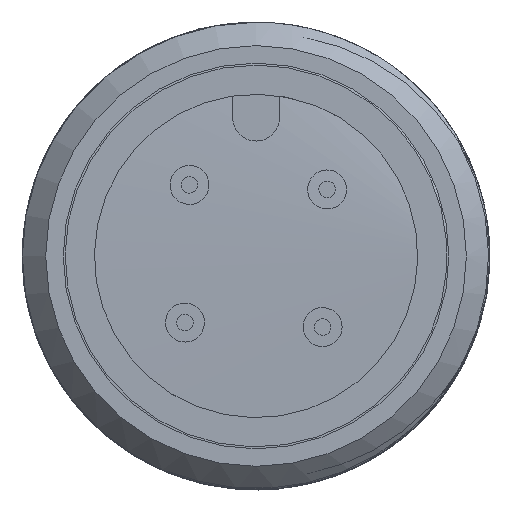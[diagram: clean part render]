
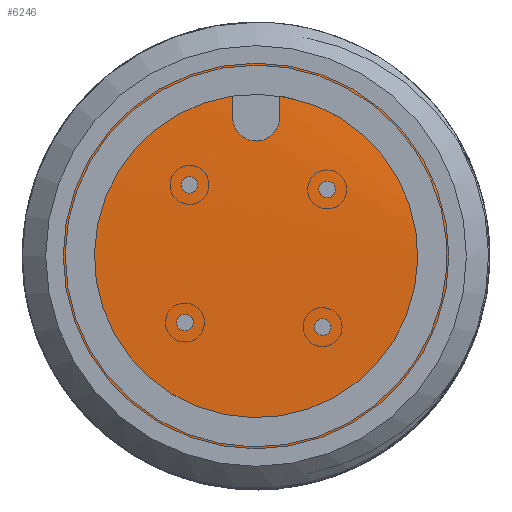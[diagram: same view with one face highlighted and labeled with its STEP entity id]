
A CAD part, left-side view. The second image highlights one B-rep face of the part: STEP entity #6246.
In plain terms, the highlighted cylindrical face has radius 5.459 mm (diameter 10.917 mm), a full revolution.
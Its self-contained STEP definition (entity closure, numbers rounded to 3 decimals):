
#178=B_SPLINE_CURVE_WITH_KNOTS('',3,(#11214,#11215,#11216,#11217,#11218,
#11219,#11220,#11221,#11222,#11223,#11224,#11225,#11226,#11227,#11228,#11229,
#11230,#11231,#11232,#11233,#11234,#11235,#11236,#11237,#11238,#11239,#11240,
#11241,#11242,#11243,#11244,#11245,#11246,#11247,#11248,#11249,#11250,#11251,
#11252,#11253,#11254,#11255,#11256),.UNSPECIFIED.,.F.,.F.,(4,3,3,3,3,3,
3,3,3,3,3,3,3,3,4),(27.946,27.994,28.494,28.994,
29.493,29.993,30.493,30.993,31.493,
31.993,32.493,32.993,33.493,33.992,
34.229),.UNSPECIFIED.);
#548=CYLINDRICAL_SURFACE('',#6627,5.459);
#697=FACE_OUTER_BOUND('',#1037,.T.);
#1037=EDGE_LOOP('',(#4300,#4301,#4302));
#1332=LINE('',#8749,#1864);
#1387=LINE('',#11132,#1919);
#1864=VECTOR('',#7054,5.459);
#1919=VECTOR('',#7229,5.459);
#2527=VERTEX_POINT('',#8747);
#2528=VERTEX_POINT('',#8748);
#2643=VERTEX_POINT('',#11131);
#3141=EDGE_CURVE('',#2527,#2528,#1332,.T.);
#3307=EDGE_CURVE('',#2528,#2643,#1387,.T.);
#3310=EDGE_CURVE('',#2643,#2527,#178,.T.);
#4300=ORIENTED_EDGE('',*,*,#3141,.T.);
#4301=ORIENTED_EDGE('',*,*,#3307,.T.);
#4302=ORIENTED_EDGE('',*,*,#3310,.T.);
#6246=ADVANCED_FACE('',(#697),#548,.T.);
#6627=AXIS2_PLACEMENT_3D('',#11213,#7230,#7231);
#7054=DIRECTION('',(-1.,0.,0.));
#7229=DIRECTION('',(-1.,0.,0.));
#7230=DIRECTION('center_axis',(-1.,0.,0.));
#7231=DIRECTION('ref_axis',(0.,1.,0.));
#8747=CARTESIAN_POINT('',(-23.868,-15.445,13.838));
#8748=CARTESIAN_POINT('',(-24.764,-15.445,13.838));
#8749=CARTESIAN_POINT('',(-25.871,-15.445,13.838));
#11131=CARTESIAN_POINT('',(-24.869,-15.445,13.838));
#11132=CARTESIAN_POINT('',(-25.871,-15.445,13.838));
#11213=CARTESIAN_POINT('Origin',(-25.871,-9.986,13.838));
#11214=CARTESIAN_POINT('Ctrl Pts',(-24.869,-15.445,
13.837));
#11215=CARTESIAN_POINT('Ctrl Pts',(-24.867,-15.446,
13.75));
#11216=CARTESIAN_POINT('Ctrl Pts',(-24.864,-15.444,
13.663));
#11217=CARTESIAN_POINT('Ctrl Pts',(-24.862,-15.439,13.576));
#11218=CARTESIAN_POINT('Ctrl Pts',(-24.835,-15.396,12.668));
#11219=CARTESIAN_POINT('Ctrl Pts',(-24.809,-15.12,
11.771));
#11220=CARTESIAN_POINT('Ctrl Pts',(-24.782,-14.647,
10.994));
#11221=CARTESIAN_POINT('Ctrl Pts',(-24.756,-14.173,
10.218));
#11222=CARTESIAN_POINT('Ctrl Pts',(-24.729,-13.502,
9.563));
#11223=CARTESIAN_POINT('Ctrl Pts',(-24.702,-12.714,
9.108));
#11224=CARTESIAN_POINT('Ctrl Pts',(-24.676,-11.926,
8.654));
#11225=CARTESIAN_POINT('Ctrl Pts',(-24.649,-11.022,
8.401));
#11226=CARTESIAN_POINT('Ctrl Pts',(-24.623,-10.113,
8.38));
#11227=CARTESIAN_POINT('Ctrl Pts',(-24.596,-9.204,
8.359));
#11228=CARTESIAN_POINT('Ctrl Pts',(-24.57,-8.29,
8.57));
#11229=CARTESIAN_POINT('Ctrl Pts',(-24.543,-7.482,8.987));
#11230=CARTESIAN_POINT('Ctrl Pts',(-24.517,-6.674,
9.404));
#11231=CARTESIAN_POINT('Ctrl Pts',(-24.49,-5.972,10.027));
#11232=CARTESIAN_POINT('Ctrl Pts',(-24.463,-5.463,
10.781));
#11233=CARTESIAN_POINT('Ctrl Pts',(-24.437,-4.954,
11.534));
#11234=CARTESIAN_POINT('Ctrl Pts',(-24.41,-4.637,
12.418));
#11235=CARTESIAN_POINT('Ctrl Pts',(-24.384,-4.551,13.323));
#11236=CARTESIAN_POINT('Ctrl Pts',(-24.357,-4.466,
14.228));
#11237=CARTESIAN_POINT('Ctrl Pts',(-24.331,-4.611,
15.156));
#11238=CARTESIAN_POINT('Ctrl Pts',(-24.304,-4.97,15.991));
#11239=CARTESIAN_POINT('Ctrl Pts',(-24.278,-5.329,
16.827));
#11240=CARTESIAN_POINT('Ctrl Pts',(-24.251,-5.901,
17.571));
#11241=CARTESIAN_POINT('Ctrl Pts',(-24.225,-6.616,
18.132));
#11242=CARTESIAN_POINT('Ctrl Pts',(-24.198,-7.331,18.694));
#11243=CARTESIAN_POINT('Ctrl Pts',(-24.171,-8.19,
19.072));
#11244=CARTESIAN_POINT('Ctrl Pts',(-24.145,-9.087,
19.222));
#11245=CARTESIAN_POINT('Ctrl Pts',(-24.118,-9.984,
19.372));
#11246=CARTESIAN_POINT('Ctrl Pts',(-24.092,-10.919,
19.293));
#11247=CARTESIAN_POINT('Ctrl Pts',(-24.065,-11.778,
18.994));
#11248=CARTESIAN_POINT('Ctrl Pts',(-24.039,-12.637,
18.696));
#11249=CARTESIAN_POINT('Ctrl Pts',(-24.012,-13.42,
18.178));
#11250=CARTESIAN_POINT('Ctrl Pts',(-23.986,-14.031,
17.505));
#11251=CARTESIAN_POINT('Ctrl Pts',(-23.959,-14.641,
16.831));
#11252=CARTESIAN_POINT('Ctrl Pts',(-23.933,-15.08,
16.001));
#11253=CARTESIAN_POINT('Ctrl Pts',(-23.906,-15.293,
15.117));
#11254=CARTESIAN_POINT('Ctrl Pts',(-23.893,-15.394,
14.699));
#11255=CARTESIAN_POINT('Ctrl Pts',(-23.881,-15.445,14.268));
#11256=CARTESIAN_POINT('Ctrl Pts',(-23.868,-15.445,13.838));
